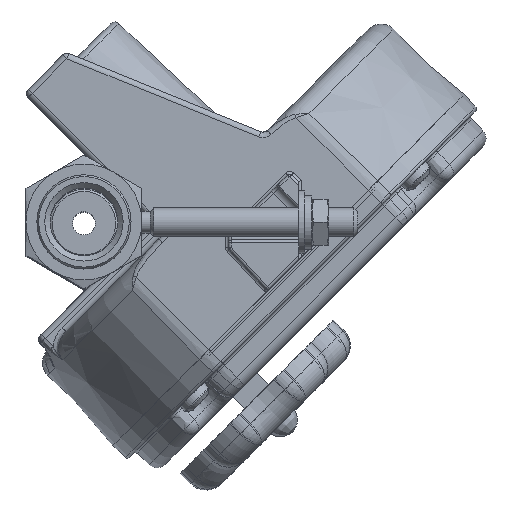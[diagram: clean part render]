
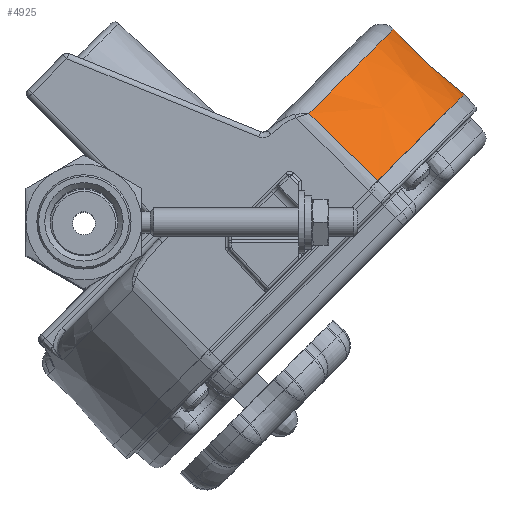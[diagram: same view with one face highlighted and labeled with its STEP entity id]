
A CAD part, top view. The second image highlights one B-rep face of the part: STEP entity #4925.
In plain terms, the highlighted conical face has half-angle 2 degrees and reference radius 55.88 mm.
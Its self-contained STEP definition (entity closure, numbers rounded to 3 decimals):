
#1075=FACE_OUTER_BOUND('',#7009,.T.);
#2207=LINE('',#44533,#2998);
#2208=LINE('',#44539,#2999);
#2998=VECTOR('',#25293,1.);
#2999=VECTOR('',#25300,1.);
#3394=CONICAL_SURFACE('',#20718,55.88,2.);
#4925=ADVANCED_FACE('',(#1075),#3394,.T.);
#7009=EDGE_LOOP('',(#10550,#10551,#10552,#10553));
#10550=ORIENTED_EDGE('',*,*,#16589,.T.);
#10551=ORIENTED_EDGE('',*,*,#16591,.T.);
#10552=ORIENTED_EDGE('',*,*,#16592,.F.);
#10553=ORIENTED_EDGE('',*,*,#16593,.F.);
#14414=VERTEX_POINT('',#44532);
#14415=VERTEX_POINT('',#44534);
#14416=VERTEX_POINT('',#44538);
#14417=VERTEX_POINT('',#44540);
#16589=EDGE_CURVE('',#14415,#14414,#2207,.T.);
#16591=EDGE_CURVE('',#14414,#14416,#18637,.T.);
#16592=EDGE_CURVE('',#14417,#14416,#2208,.T.);
#16593=EDGE_CURVE('',#14415,#14417,#18638,.T.);
#18637=CIRCLE('',#20716,54.954);
#18638=CIRCLE('',#20717,55.88);
#20716=AXIS2_PLACEMENT_3D('',#44537,#25298,#25299);
#20717=AXIS2_PLACEMENT_3D('',#44541,#25301,#25302);
#20718=AXIS2_PLACEMENT_3D('',#44542,#25303,#25304);
#25293=DIRECTION('',(-0.716,0.697,0.032));
#25298=DIRECTION('',(0.707,-0.707,0.));
#25299=DIRECTION('',(-0.707,-0.707,0.));
#25300=DIRECTION('',(-0.716,0.697,-0.032));
#25301=DIRECTION('',(0.707,-0.707,0.));
#25302=DIRECTION('',(0.707,0.707,0.));
#25303=DIRECTION('',(0.707,-0.707,0.));
#25304=DIRECTION('',(-0.707,-0.707,0.));
#44532=CARTESIAN_POINT('',(62.123,46.991,45.125));
#44533=CARTESIAN_POINT('',(81.142,28.491,44.275));
#44534=CARTESIAN_POINT('',(81.142,28.491,44.275));
#44537=CARTESIAN_POINT('',(46.716,31.584,95.575));
#44538=CARTESIAN_POINT('',(62.123,46.991,146.024));
#44539=CARTESIAN_POINT('',(81.142,28.491,146.874));
#44540=CARTESIAN_POINT('',(81.142,28.491,146.874));
#44541=CARTESIAN_POINT('',(65.475,12.824,95.575));
#44542=CARTESIAN_POINT('',(65.475,12.824,95.575));
